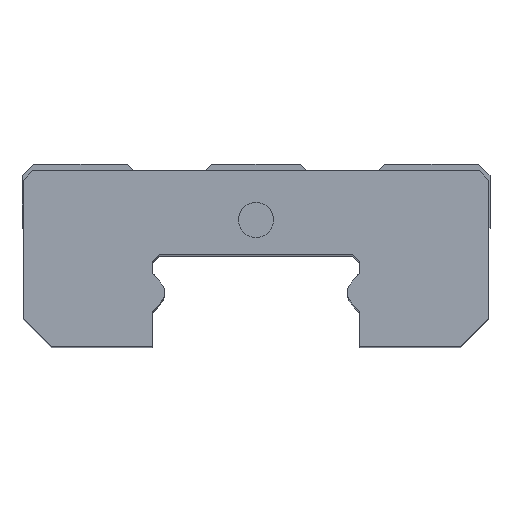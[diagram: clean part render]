
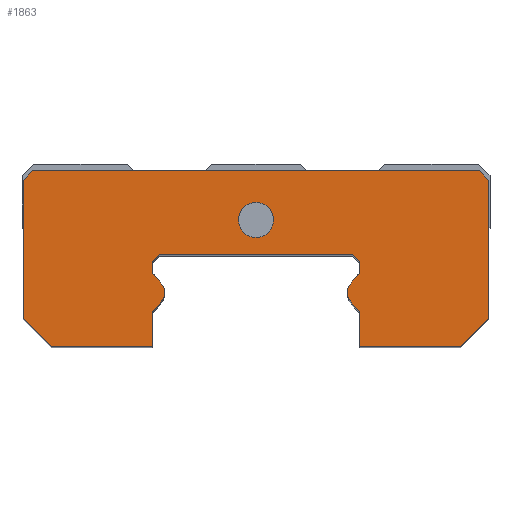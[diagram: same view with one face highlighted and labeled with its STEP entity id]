
A CAD part, top view. The second image highlights one B-rep face of the part: STEP entity #1863.
In plain terms, the highlighted planar face has unit normal (0, 0, 1).
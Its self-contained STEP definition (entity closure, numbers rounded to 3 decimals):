
#73=FACE_BOUND('',#332,.T.);
#115=PLANE('',#2061);
#218=FACE_OUTER_BOUND('',#331,.T.);
#331=EDGE_LOOP('',(#1603,#1604,#1605,#1606,#1607,#1608,#1609,#1610,#1611,
#1612,#1613,#1614,#1615,#1616,#1617,#1618,#1619,#1620,#1621,#1622,#1623,
#1624,#1625,#1626,#1627,#1628,#1629,#1630));
#332=EDGE_LOOP('',(#1631));
#392=LINE('',#2716,#578);
#444=LINE('',#2905,#630);
#452=LINE('',#2938,#638);
#456=LINE('',#2950,#642);
#460=LINE('',#2957,#646);
#463=LINE('',#2966,#649);
#467=LINE('',#2978,#653);
#475=LINE('',#3014,#661);
#484=LINE('',#3032,#670);
#501=LINE('',#3065,#687);
#503=LINE('',#3070,#689);
#505=LINE('',#3074,#691);
#506=LINE('',#3076,#692);
#507=LINE('',#3077,#693);
#508=LINE('',#3079,#694);
#509=LINE('',#3080,#695);
#578=VECTOR('',#2171,10.);
#630=VECTOR('',#2373,10.);
#638=VECTOR('',#2407,10.);
#642=VECTOR('',#2419,10.);
#646=VECTOR('',#2425,10.);
#649=VECTOR('',#2436,10.);
#653=VECTOR('',#2448,10.);
#661=VECTOR('',#2488,10.);
#670=VECTOR('',#2501,10.);
#687=VECTOR('',#2528,10.);
#689=VECTOR('',#2532,10.);
#691=VECTOR('',#2536,10.);
#692=VECTOR('',#2537,10.);
#693=VECTOR('',#2538,10.);
#694=VECTOR('',#2539,10.);
#695=VECTOR('',#2540,10.);
#758=CIRCLE('',#1967,0.75);
#781=CIRCLE('',#2013,0.28);
#783=CIRCLE('',#2016,1.06);
#785=CIRCLE('',#2019,0.64);
#787=CIRCLE('',#2022,1.06);
#789=CIRCLE('',#2026,0.28);
#791=CIRCLE('',#2031,0.25);
#793=CIRCLE('',#2035,0.25);
#795=CIRCLE('',#2039,0.28);
#797=CIRCLE('',#2042,1.06);
#799=CIRCLE('',#2045,0.64);
#801=CIRCLE('',#2048,1.06);
#803=CIRCLE('',#2051,0.28);
#836=VERTEX_POINT('',#2713);
#837=VERTEX_POINT('',#2715);
#870=VERTEX_POINT('',#2812);
#898=VERTEX_POINT('',#2902);
#899=VERTEX_POINT('',#2904);
#901=VERTEX_POINT('',#2910);
#903=VERTEX_POINT('',#2916);
#905=VERTEX_POINT('',#2922);
#907=VERTEX_POINT('',#2928);
#910=VERTEX_POINT('',#2935);
#911=VERTEX_POINT('',#2937);
#913=VERTEX_POINT('',#2943);
#915=VERTEX_POINT('',#2949);
#917=VERTEX_POINT('',#2955);
#919=VERTEX_POINT('',#2964);
#921=VERTEX_POINT('',#2970);
#923=VERTEX_POINT('',#2976);
#925=VERTEX_POINT('',#2982);
#927=VERTEX_POINT('',#2988);
#929=VERTEX_POINT('',#2994);
#931=VERTEX_POINT('',#3000);
#933=VERTEX_POINT('',#3006);
#935=VERTEX_POINT('',#3012);
#942=VERTEX_POINT('',#3031);
#953=VERTEX_POINT('',#3063);
#955=VERTEX_POINT('',#3069);
#956=VERTEX_POINT('',#3073);
#957=VERTEX_POINT('',#3075);
#958=VERTEX_POINT('',#3078);
#1020=EDGE_CURVE('',#837,#836,#392,.T.);
#1067=EDGE_CURVE('',#870,#870,#758,.T.);
#1108=EDGE_CURVE('',#899,#898,#444,.T.);
#1112=EDGE_CURVE('',#898,#901,#781,.T.);
#1115=EDGE_CURVE('',#901,#903,#783,.T.);
#1118=EDGE_CURVE('',#903,#905,#785,.T.);
#1121=EDGE_CURVE('',#905,#907,#787,.T.);
#1124=EDGE_CURVE('',#911,#910,#452,.T.);
#1128=EDGE_CURVE('',#907,#913,#789,.T.);
#1130=EDGE_CURVE('',#915,#911,#456,.T.);
#1134=EDGE_CURVE('',#913,#917,#460,.T.);
#1136=EDGE_CURVE('',#917,#915,#791,.T.);
#1139=EDGE_CURVE('',#910,#919,#463,.T.);
#1142=EDGE_CURVE('',#919,#921,#793,.T.);
#1145=EDGE_CURVE('',#921,#923,#467,.T.);
#1148=EDGE_CURVE('',#923,#925,#795,.T.);
#1151=EDGE_CURVE('',#925,#927,#797,.T.);
#1154=EDGE_CURVE('',#927,#929,#799,.T.);
#1157=EDGE_CURVE('',#929,#931,#801,.T.);
#1160=EDGE_CURVE('',#931,#933,#803,.T.);
#1163=EDGE_CURVE('',#933,#935,#475,.T.);
#1172=EDGE_CURVE('',#942,#899,#484,.T.);
#1189=EDGE_CURVE('',#836,#953,#501,.T.);
#1191=EDGE_CURVE('',#955,#837,#503,.T.);
#1193=EDGE_CURVE('',#935,#956,#505,.T.);
#1194=EDGE_CURVE('',#956,#957,#506,.T.);
#1195=EDGE_CURVE('',#957,#955,#507,.T.);
#1196=EDGE_CURVE('',#953,#958,#508,.T.);
#1197=EDGE_CURVE('',#958,#942,#509,.T.);
#1603=ORIENTED_EDGE('',*,*,#1163,.T.);
#1604=ORIENTED_EDGE('',*,*,#1193,.T.);
#1605=ORIENTED_EDGE('',*,*,#1194,.T.);
#1606=ORIENTED_EDGE('',*,*,#1195,.T.);
#1607=ORIENTED_EDGE('',*,*,#1191,.T.);
#1608=ORIENTED_EDGE('',*,*,#1020,.T.);
#1609=ORIENTED_EDGE('',*,*,#1189,.T.);
#1610=ORIENTED_EDGE('',*,*,#1196,.T.);
#1611=ORIENTED_EDGE('',*,*,#1197,.T.);
#1612=ORIENTED_EDGE('',*,*,#1172,.T.);
#1613=ORIENTED_EDGE('',*,*,#1108,.T.);
#1614=ORIENTED_EDGE('',*,*,#1112,.T.);
#1615=ORIENTED_EDGE('',*,*,#1115,.T.);
#1616=ORIENTED_EDGE('',*,*,#1118,.T.);
#1617=ORIENTED_EDGE('',*,*,#1121,.T.);
#1618=ORIENTED_EDGE('',*,*,#1128,.T.);
#1619=ORIENTED_EDGE('',*,*,#1134,.T.);
#1620=ORIENTED_EDGE('',*,*,#1136,.T.);
#1621=ORIENTED_EDGE('',*,*,#1130,.T.);
#1622=ORIENTED_EDGE('',*,*,#1124,.T.);
#1623=ORIENTED_EDGE('',*,*,#1139,.T.);
#1624=ORIENTED_EDGE('',*,*,#1142,.T.);
#1625=ORIENTED_EDGE('',*,*,#1145,.T.);
#1626=ORIENTED_EDGE('',*,*,#1148,.T.);
#1627=ORIENTED_EDGE('',*,*,#1151,.T.);
#1628=ORIENTED_EDGE('',*,*,#1154,.T.);
#1629=ORIENTED_EDGE('',*,*,#1157,.T.);
#1630=ORIENTED_EDGE('',*,*,#1160,.T.);
#1631=ORIENTED_EDGE('',*,*,#1067,.T.);
#1863=ADVANCED_FACE('',(#218,#73),#115,.T.);
#1967=AXIS2_PLACEMENT_3D('',#2813,#2266,#2267);
#2013=AXIS2_PLACEMENT_3D('',#2912,#2380,#2381);
#2016=AXIS2_PLACEMENT_3D('',#2918,#2387,#2388);
#2019=AXIS2_PLACEMENT_3D('',#2924,#2394,#2395);
#2022=AXIS2_PLACEMENT_3D('',#2930,#2401,#2402);
#2026=AXIS2_PLACEMENT_3D('',#2945,#2414,#2415);
#2031=AXIS2_PLACEMENT_3D('',#2960,#2430,#2431);
#2035=AXIS2_PLACEMENT_3D('',#2972,#2442,#2443);
#2039=AXIS2_PLACEMENT_3D('',#2984,#2454,#2455);
#2042=AXIS2_PLACEMENT_3D('',#2990,#2461,#2462);
#2045=AXIS2_PLACEMENT_3D('',#2996,#2468,#2469);
#2048=AXIS2_PLACEMENT_3D('',#3002,#2475,#2476);
#2051=AXIS2_PLACEMENT_3D('',#3008,#2482,#2483);
#2061=AXIS2_PLACEMENT_3D('',#3072,#2534,#2535);
#2171=DIRECTION('',(-1.,0.,0.));
#2266=DIRECTION('center_axis',(0.,0.,-1.));
#2267=DIRECTION('ref_axis',(1.,0.,0.));
#2373=DIRECTION('',(0.,1.,0.));
#2380=DIRECTION('center_axis',(0.,0.,-1.));
#2381=DIRECTION('ref_axis',(-0.634,0.773,0.));
#2387=DIRECTION('center_axis',(0.,0.,1.));
#2388=DIRECTION('ref_axis',(-0.634,0.773,0.));
#2394=DIRECTION('center_axis',(0.,0.,1.));
#2395=DIRECTION('ref_axis',(-0.715,0.699,0.));
#2401=DIRECTION('center_axis',(0.,0.,1.));
#2402=DIRECTION('ref_axis',(-0.856,-0.516,0.));
#2407=DIRECTION('',(1.,0.,0.));
#2414=DIRECTION('center_axis',(0.,0.,-1.));
#2415=DIRECTION('ref_axis',(-1.,0.,0.));
#2419=DIRECTION('',(0.707,0.707,0.));
#2425=DIRECTION('',(0.,1.,0.));
#2430=DIRECTION('center_axis',(0.,0.,-1.));
#2431=DIRECTION('ref_axis',(-0.707,0.707,0.));
#2436=DIRECTION('',(0.707,-0.707,0.));
#2442=DIRECTION('center_axis',(0.,0.,-1.));
#2443=DIRECTION('ref_axis',(1.,0.,0.));
#2448=DIRECTION('',(0.,-1.,0.));
#2454=DIRECTION('center_axis',(0.,0.,-1.));
#2455=DIRECTION('ref_axis',(0.634,-0.773,0.));
#2461=DIRECTION('center_axis',(0.,0.,1.));
#2462=DIRECTION('ref_axis',(0.634,-0.773,0.));
#2468=DIRECTION('center_axis',(0.,0.,1.));
#2469=DIRECTION('ref_axis',(0.715,-0.699,0.));
#2475=DIRECTION('center_axis',(0.,0.,1.));
#2476=DIRECTION('ref_axis',(0.856,0.516,0.));
#2482=DIRECTION('center_axis',(0.,0.,-1.));
#2483=DIRECTION('ref_axis',(1.,0.,0.));
#2488=DIRECTION('',(0.,-1.,0.));
#2501=DIRECTION('',(1.,0.,0.));
#2528=DIRECTION('',(-0.707,-0.707,0.));
#2532=DIRECTION('',(-0.707,0.707,0.));
#2534=DIRECTION('center_axis',(0.,0.,1.));
#2535=DIRECTION('ref_axis',(1.,0.,0.));
#2536=DIRECTION('',(1.,0.,0.));
#2537=DIRECTION('',(0.707,0.707,0.));
#2538=DIRECTION('',(0.,1.,0.));
#2539=DIRECTION('',(0.,-1.,0.));
#2540=DIRECTION('',(0.707,-0.707,0.));
#2713=CARTESIAN_POINT('',(-9.55,2.1,20.25));
#2715=CARTESIAN_POINT('',(9.55,2.1,20.25));
#2716=CARTESIAN_POINT('',(9.55,2.1,20.25));
#2812=CARTESIAN_POINT('',(-0.75,0.,20.25));
#2813=CARTESIAN_POINT('Origin',(0.,0.,20.25));
#2902=CARTESIAN_POINT('',(-4.43,-4.036,20.25));
#2904=CARTESIAN_POINT('',(-4.43,-5.4,20.25));
#2905=CARTESIAN_POINT('',(-4.43,-2.805,20.25));
#2910=CARTESIAN_POINT('',(-4.328,-3.819,20.25));
#2912=CARTESIAN_POINT('Origin',(-4.15,-4.036,20.25));
#2916=CARTESIAN_POINT('',(-4.092,-3.547,20.25));
#2918=CARTESIAN_POINT('Origin',(-5.,-3.,20.25));
#2922=CARTESIAN_POINT('',(-4.092,-2.653,20.25));
#2924=CARTESIAN_POINT('Origin',(-4.55,-3.1,20.25));
#2928=CARTESIAN_POINT('',(-4.328,-2.381,20.25));
#2930=CARTESIAN_POINT('Origin',(-5.,-3.2,20.25));
#2935=CARTESIAN_POINT('',(4.13,-1.47,20.25));
#2937=CARTESIAN_POINT('',(-4.13,-1.47,20.25));
#2938=CARTESIAN_POINT('',(2.065,-1.47,20.25));
#2943=CARTESIAN_POINT('',(-4.43,-2.164,20.25));
#2945=CARTESIAN_POINT('Origin',(-4.15,-2.164,20.25));
#2949=CARTESIAN_POINT('',(-4.357,-1.697,20.25));
#2950=CARTESIAN_POINT('',(-3.123,-0.463,20.25));
#2955=CARTESIAN_POINT('',(-4.43,-1.874,20.25));
#2957=CARTESIAN_POINT('',(-4.43,-1.724,20.25));
#2960=CARTESIAN_POINT('Origin',(-4.18,-1.874,20.25));
#2964=CARTESIAN_POINT('',(4.357,-1.697,20.25));
#2966=CARTESIAN_POINT('',(3.237,-0.577,20.25));
#2970=CARTESIAN_POINT('',(4.43,-1.874,20.25));
#2972=CARTESIAN_POINT('Origin',(4.18,-1.874,20.25));
#2976=CARTESIAN_POINT('',(4.43,-2.164,20.25));
#2978=CARTESIAN_POINT('',(4.43,-1.869,20.25));
#2982=CARTESIAN_POINT('',(4.328,-2.381,20.25));
#2984=CARTESIAN_POINT('Origin',(4.15,-2.164,20.25));
#2988=CARTESIAN_POINT('',(4.092,-2.653,20.25));
#2990=CARTESIAN_POINT('Origin',(5.,-3.2,20.25));
#2994=CARTESIAN_POINT('',(4.092,-3.547,20.25));
#2996=CARTESIAN_POINT('Origin',(4.55,-3.1,20.25));
#3000=CARTESIAN_POINT('',(4.328,-3.819,20.25));
#3002=CARTESIAN_POINT('Origin',(5.,-3.,20.25));
#3006=CARTESIAN_POINT('',(4.43,-4.036,20.25));
#3008=CARTESIAN_POINT('Origin',(4.15,-4.036,20.25));
#3012=CARTESIAN_POINT('',(4.43,-5.4,20.25));
#3014=CARTESIAN_POINT('',(4.43,-3.487,20.25));
#3031=CARTESIAN_POINT('',(-8.75,-5.4,20.25));
#3032=CARTESIAN_POINT('',(-8.75,-5.4,20.25));
#3063=CARTESIAN_POINT('',(-9.95,1.7,20.25));
#3065=CARTESIAN_POINT('',(-9.55,2.1,20.25));
#3069=CARTESIAN_POINT('',(9.95,1.7,20.25));
#3070=CARTESIAN_POINT('',(9.95,1.7,20.25));
#3072=CARTESIAN_POINT('Origin',(0.,-1.574,20.25));
#3073=CARTESIAN_POINT('',(8.75,-5.4,20.25));
#3074=CARTESIAN_POINT('',(-8.75,-5.4,20.25));
#3075=CARTESIAN_POINT('',(9.95,-4.2,20.25));
#3076=CARTESIAN_POINT('',(8.75,-5.4,20.25));
#3077=CARTESIAN_POINT('',(9.95,-4.2,20.25));
#3078=CARTESIAN_POINT('',(-9.95,-4.2,20.25));
#3079=CARTESIAN_POINT('',(-9.95,1.7,20.25));
#3080=CARTESIAN_POINT('',(-9.95,-4.2,20.25));
